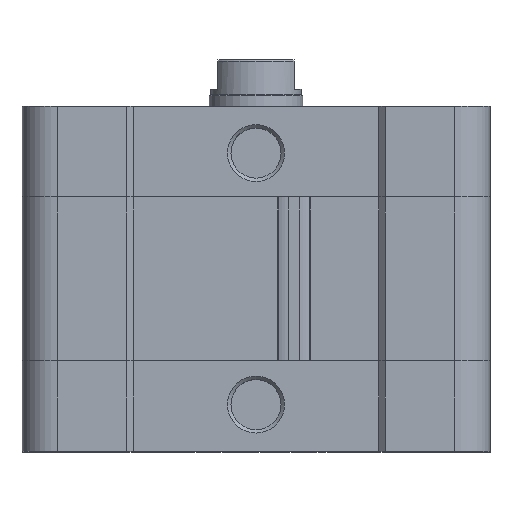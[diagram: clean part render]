
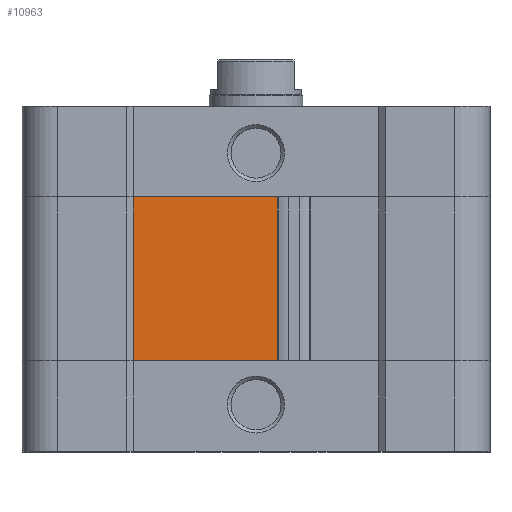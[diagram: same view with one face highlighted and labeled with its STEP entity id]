
A CAD part, top view. The second image highlights one B-rep face of the part: STEP entity #10963.
In plain terms, the highlighted face is planar.
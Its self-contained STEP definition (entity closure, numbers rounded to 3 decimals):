
#1039=FACE_OUTER_BOUND('',#1691,.T.);
#1691=EDGE_LOOP('',(#8293,#8294,#8295,#8296));
#2518=LINE('',#16857,#3688);
#2519=LINE('',#16859,#3689);
#2520=LINE('',#16861,#3690);
#2521=LINE('',#16862,#3691);
#3688=VECTOR('',#13576,24.65);
#3689=VECTOR('',#13577,28.);
#3690=VECTOR('',#13578,24.65);
#3691=VECTOR('',#13579,28.);
#4847=VERTEX_POINT('',#16855);
#4848=VERTEX_POINT('',#16856);
#4849=VERTEX_POINT('',#16858);
#4850=VERTEX_POINT('',#16860);
#6119=EDGE_CURVE('',#4847,#4848,#2518,.T.);
#6120=EDGE_CURVE('',#4849,#4848,#2519,.T.);
#6121=EDGE_CURVE('',#4850,#4849,#2520,.T.);
#6122=EDGE_CURVE('',#4850,#4847,#2521,.T.);
#8293=ORIENTED_EDGE('',*,*,#6119,.T.);
#8294=ORIENTED_EDGE('',*,*,#6120,.F.);
#8295=ORIENTED_EDGE('',*,*,#6121,.F.);
#8296=ORIENTED_EDGE('',*,*,#6122,.T.);
#10504=PLANE('',#11732);
#10963=ADVANCED_FACE('',(#1039),#10504,.F.);
#11732=AXIS2_PLACEMENT_3D('',#16854,#13574,#13575);
#13574=DIRECTION('center_axis',(0.,-1.,0.));
#13575=DIRECTION('ref_axis',(0.,0.,-1.));
#13576=DIRECTION('',(-1.,0.,0.));
#13577=DIRECTION('',(0.,0.,-1.));
#13578=DIRECTION('',(-1.,0.,0.));
#13579=DIRECTION('',(0.,0.,-1.));
#16854=CARTESIAN_POINT('Origin',(3.65,38.9,28.));
#16855=CARTESIAN_POINT('',(3.65,38.9,0.));
#16856=CARTESIAN_POINT('',(-21.,38.9,0.));
#16857=CARTESIAN_POINT('',(3.65,38.9,0.));
#16858=CARTESIAN_POINT('',(-21.,38.9,28.));
#16859=CARTESIAN_POINT('',(-21.,38.9,28.));
#16860=CARTESIAN_POINT('',(3.65,38.9,28.));
#16861=CARTESIAN_POINT('',(3.65,38.9,28.));
#16862=CARTESIAN_POINT('',(3.65,38.9,28.));
